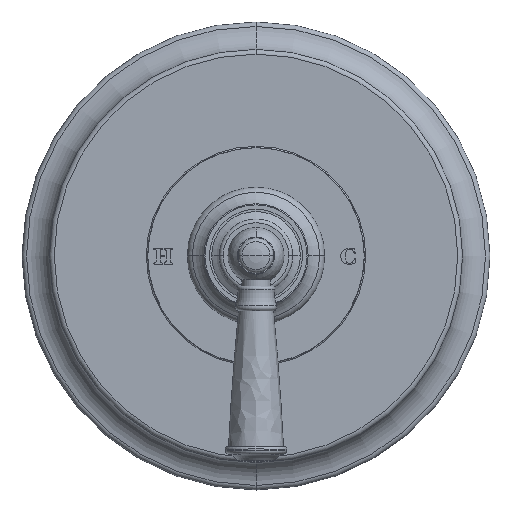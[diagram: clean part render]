
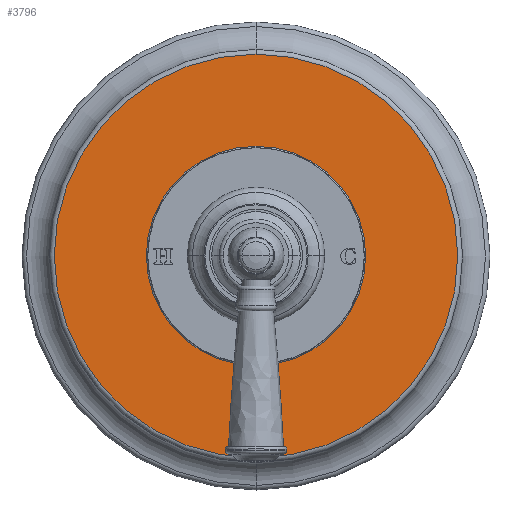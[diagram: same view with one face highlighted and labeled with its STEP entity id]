
A CAD part, top view. The second image highlights one B-rep face of the part: STEP entity #3796.
In plain terms, the highlighted planar face has unit normal (0, 0, 1).
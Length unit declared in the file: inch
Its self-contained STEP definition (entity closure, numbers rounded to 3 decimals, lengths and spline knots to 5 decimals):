
#80=CARTESIAN_POINT('',(0.,0.,0.625));
#81=DIRECTION('',(0.,0.,1.));
#82=DIRECTION('',(0.,1.,0.));
#83=AXIS2_PLACEMENT_3D('',#80,#81,#82);
#85=CARTESIAN_POINT('',(0.,0.,0.625));
#86=DIRECTION('',(0.,0.,-1.));
#87=DIRECTION('',(0.,1.,0.));
#88=AXIS2_PLACEMENT_3D('',#85,#86,#87);
#90=CARTESIAN_POINT('',(0.,0.,0.625));
#91=DIRECTION('',(0.,0.,1.));
#92=DIRECTION('',(0.,-1.,0.));
#93=AXIS2_PLACEMENT_3D('',#90,#91,#92);
#105=CARTESIAN_POINT('',(0.,0.,0.625));
#106=DIRECTION('',(0.,0.,1.));
#107=DIRECTION('',(0.,1.,0.));
#108=AXIS2_PLACEMENT_3D('',#105,#106,#107);
#3176=CARTESIAN_POINT('',(0.,3.233,0.625));
#3177=VERTEX_POINT('',#3176);
#3184=CARTESIAN_POINT('',(0.,-3.233,0.625));
#3185=VERTEX_POINT('',#3184);
#3186=CARTESIAN_POINT('',(0.,-1.75698,0.625));
#3187=CARTESIAN_POINT('',(0.,1.75698,0.625));
#3188=VERTEX_POINT('',#3186);
#3189=VERTEX_POINT('',#3187);
#3781=CARTESIAN_POINT('',(0.,0.,0.625));
#3782=DIRECTION('',(0.,0.,-1.));
#3783=DIRECTION('',(0.,-1.,0.));
#3784=AXIS2_PLACEMENT_3D('',#3781,#3782,#3783);
#3785=PLANE('',#3784);
#3786=ORIENTED_EDGE('',*,*,#3760,.F.);
#3787=ORIENTED_EDGE('',*,*,#3776,.T.);
#3788=EDGE_LOOP('',(#3786,#3787));
#3789=FACE_OUTER_BOUND('',#3788,.F.);
#3791=ORIENTED_EDGE('',*,*,#3790,.T.);
#3793=ORIENTED_EDGE('',*,*,#3792,.T.);
#3794=EDGE_LOOP('',(#3791,#3793));
#3795=FACE_BOUND('',#3794,.F.);
#3796=ADVANCED_FACE('',(#3789,#3795),#3785,.F.);
#84=CIRCLE('',#83,3.233);
#89=CIRCLE('',#88,3.233);
#94=CIRCLE('',#93,1.75698);
#109=CIRCLE('',#108,1.75698);
#3760=EDGE_CURVE('',#3177,#3185,#84,.T.);
#3776=EDGE_CURVE('',#3177,#3185,#89,.T.);
#3790=EDGE_CURVE('',#3188,#3189,#94,.T.);
#3792=EDGE_CURVE('',#3189,#3188,#109,.T.);
